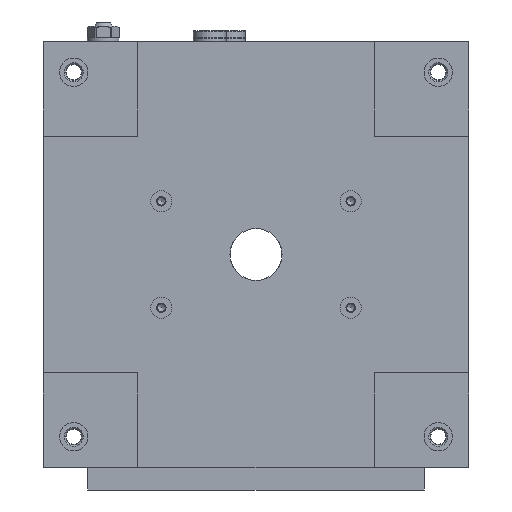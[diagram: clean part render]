
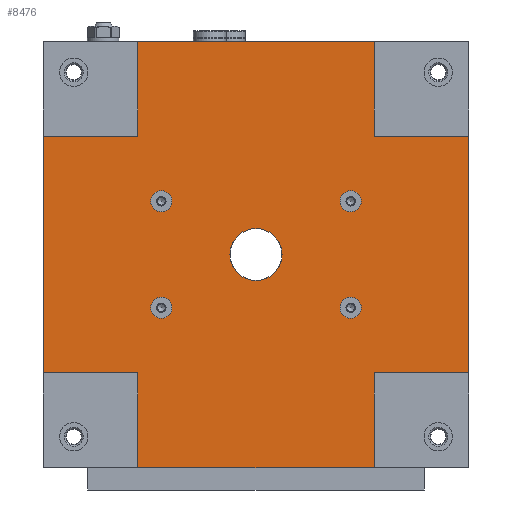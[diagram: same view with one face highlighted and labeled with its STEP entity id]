
A CAD part, front view. The second image highlights one B-rep face of the part: STEP entity #8476.
In plain terms, the highlighted planar face has unit normal (0, -1, 0).
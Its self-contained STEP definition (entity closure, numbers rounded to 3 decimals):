
#94=PLANE('',#9114);
#592=LINE('',#12528,#1444);
#705=LINE('',#12783,#1557);
#713=LINE('',#12813,#1565);
#725=LINE('',#12851,#1577);
#739=LINE('',#12921,#1591);
#741=LINE('',#12925,#1593);
#742=LINE('',#12927,#1594);
#744=LINE('',#12931,#1596);
#745=LINE('',#12933,#1597);
#747=LINE('',#12937,#1599);
#748=LINE('',#12939,#1600);
#750=LINE('',#12943,#1602);
#1444=VECTOR('',#9957,1000.);
#1557=VECTOR('',#10102,1000.);
#1565=VECTOR('',#10112,1000.);
#1577=VECTOR('',#10126,1000.);
#1591=VECTOR('',#10190,1000.);
#1593=VECTOR('',#10194,1000.);
#1594=VECTOR('',#10197,1000.);
#1596=VECTOR('',#10201,1000.);
#1597=VECTOR('',#10204,1000.);
#1599=VECTOR('',#10208,1000.);
#1600=VECTOR('',#10211,1000.);
#1602=VECTOR('',#10215,1000.);
#2584=ORIENTED_EDGE('',*,*,#4768,.F.);
#2585=ORIENTED_EDGE('',*,*,#4769,.F.);
#2586=ORIENTED_EDGE('',*,*,#4770,.F.);
#2587=ORIENTED_EDGE('',*,*,#4771,.F.);
#2588=ORIENTED_EDGE('',*,*,#4772,.F.);
#2589=ORIENTED_EDGE('',*,*,#4577,.F.);
#2590=ORIENTED_EDGE('',*,*,#4767,.F.);
#2591=ORIENTED_EDGE('',*,*,#4765,.F.);
#2592=ORIENTED_EDGE('',*,*,#4727,.F.);
#2593=ORIENTED_EDGE('',*,*,#4764,.F.);
#2594=ORIENTED_EDGE('',*,*,#4762,.F.);
#2595=ORIENTED_EDGE('',*,*,#4714,.F.);
#2596=ORIENTED_EDGE('',*,*,#4761,.F.);
#2597=ORIENTED_EDGE('',*,*,#4759,.F.);
#2598=ORIENTED_EDGE('',*,*,#4705,.F.);
#2599=ORIENTED_EDGE('',*,*,#4758,.F.);
#2600=ORIENTED_EDGE('',*,*,#4756,.F.);
#4577=EDGE_CURVE('',#5692,#5683,#592,.T.);
#4705=EDGE_CURVE('',#5817,#5819,#705,.T.);
#4714=EDGE_CURVE('',#5825,#5827,#713,.T.);
#4727=EDGE_CURVE('',#5837,#5839,#725,.T.);
#4756=EDGE_CURVE('',#5683,#5857,#739,.T.);
#4758=EDGE_CURVE('',#5857,#5817,#741,.T.);
#4759=EDGE_CURVE('',#5819,#5858,#742,.T.);
#4761=EDGE_CURVE('',#5858,#5825,#744,.T.);
#4762=EDGE_CURVE('',#5827,#5859,#745,.T.);
#4764=EDGE_CURVE('',#5859,#5837,#747,.T.);
#4765=EDGE_CURVE('',#5839,#5860,#748,.T.);
#4767=EDGE_CURVE('',#5860,#5692,#750,.T.);
#4768=EDGE_CURVE('',#5861,#5861,#6513,.T.);
#4769=EDGE_CURVE('',#5862,#5862,#6514,.T.);
#4770=EDGE_CURVE('',#5863,#5863,#6515,.T.);
#4771=EDGE_CURVE('',#5864,#5864,#6516,.T.);
#4772=EDGE_CURVE('',#5865,#5865,#6517,.F.);
#5683=VERTEX_POINT('',#12498);
#5692=VERTEX_POINT('',#12527);
#5817=VERTEX_POINT('',#12781);
#5819=VERTEX_POINT('',#12784);
#5825=VERTEX_POINT('',#12811);
#5827=VERTEX_POINT('',#12814);
#5837=VERTEX_POINT('',#12849);
#5839=VERTEX_POINT('',#12852);
#5857=VERTEX_POINT('',#12922);
#5858=VERTEX_POINT('',#12928);
#5859=VERTEX_POINT('',#12934);
#5860=VERTEX_POINT('',#12940);
#5861=VERTEX_POINT('',#12946);
#5862=VERTEX_POINT('',#12948);
#5863=VERTEX_POINT('',#12950);
#5864=VERTEX_POINT('',#12952);
#5865=VERTEX_POINT('',#12954);
#6513=CIRCLE('',#9115,4.5);
#6514=CIRCLE('',#9116,4.5);
#6515=CIRCLE('',#9117,4.5);
#6516=CIRCLE('',#9118,4.5);
#6517=CIRCLE('',#9119,11.);
#6784=EDGE_LOOP('',(#2584));
#6785=EDGE_LOOP('',(#2585));
#6786=EDGE_LOOP('',(#2586));
#6787=EDGE_LOOP('',(#2587));
#6788=EDGE_LOOP('',(#2588));
#6789=EDGE_LOOP('',(#2589,#2590,#2591,#2592,#2593,#2594,#2595,#2596,#2597,
#2598,#2599,#2600));
#7592=FACE_BOUND('',#6784,.T.);
#7593=FACE_BOUND('',#6785,.T.);
#7594=FACE_BOUND('',#6786,.T.);
#7595=FACE_BOUND('',#6787,.T.);
#7596=FACE_BOUND('',#6788,.T.);
#7597=FACE_BOUND('',#6789,.T.);
#8476=ADVANCED_FACE('',(#7592,#7593,#7594,#7595,#7596,#7597),#94,.F.);
#9114=AXIS2_PLACEMENT_3D('',#12944,#10216,#10217);
#9115=AXIS2_PLACEMENT_3D('',#12945,#10218,#10219);
#9116=AXIS2_PLACEMENT_3D('',#12947,#10220,#10221);
#9117=AXIS2_PLACEMENT_3D('',#12949,#10222,#10223);
#9118=AXIS2_PLACEMENT_3D('',#12951,#10224,#10225);
#9119=AXIS2_PLACEMENT_3D('',#12953,#10226,#10227);
#9957=DIRECTION('',(0.,0.,1.));
#10102=DIRECTION('',(1.,0.,0.));
#10112=DIRECTION('',(0.,0.,-1.));
#10126=DIRECTION('',(-1.,0.,0.));
#10190=DIRECTION('',(1.,0.,0.));
#10194=DIRECTION('',(0.,0.,1.));
#10197=DIRECTION('',(0.,0.,-1.));
#10201=DIRECTION('',(1.,0.,0.));
#10204=DIRECTION('',(-1.,0.,0.));
#10208=DIRECTION('',(0.,0.,-1.));
#10211=DIRECTION('',(0.,0.,1.));
#10215=DIRECTION('',(-1.,0.,0.));
#10216=DIRECTION('',(0.,1.,0.));
#10217=DIRECTION('',(0.,0.,1.));
#10218=DIRECTION('',(0.,-1.,0.));
#10219=DIRECTION('',(0.,0.,-1.));
#10220=DIRECTION('',(0.,-1.,0.));
#10221=DIRECTION('',(0.,0.,-1.));
#10222=DIRECTION('',(0.,-1.,0.));
#10223=DIRECTION('',(0.,0.,-1.));
#10224=DIRECTION('',(0.,-1.,0.));
#10225=DIRECTION('',(0.,0.,-1.));
#10226=DIRECTION('',(0.,1.,0.));
#10227=DIRECTION('',(0.,0.,1.));
#12498=CARTESIAN_POINT('',(-90.,0.1,50.));
#12527=CARTESIAN_POINT('',(-90.,0.1,-50.));
#12528=CARTESIAN_POINT('',(-90.,0.1,-50.));
#12781=CARTESIAN_POINT('',(-50.,0.1,90.));
#12783=CARTESIAN_POINT('',(-50.,0.1,90.));
#12784=CARTESIAN_POINT('',(50.,0.1,90.));
#12811=CARTESIAN_POINT('',(90.,0.1,50.));
#12813=CARTESIAN_POINT('',(90.,0.1,50.));
#12814=CARTESIAN_POINT('',(90.,0.1,-50.));
#12849=CARTESIAN_POINT('',(50.,0.1,-90.));
#12851=CARTESIAN_POINT('',(50.,0.1,-90.));
#12852=CARTESIAN_POINT('',(-50.,0.1,-90.));
#12921=CARTESIAN_POINT('',(-90.,0.1,50.));
#12922=CARTESIAN_POINT('',(-50.,0.1,50.));
#12925=CARTESIAN_POINT('',(-50.,0.1,50.));
#12927=CARTESIAN_POINT('',(50.,0.1,90.));
#12928=CARTESIAN_POINT('',(50.,0.1,50.));
#12931=CARTESIAN_POINT('',(50.,0.1,50.));
#12933=CARTESIAN_POINT('',(90.,0.1,-50.));
#12934=CARTESIAN_POINT('',(50.,0.1,-50.));
#12937=CARTESIAN_POINT('',(50.,0.1,-50.));
#12939=CARTESIAN_POINT('',(-50.,0.1,-90.));
#12940=CARTESIAN_POINT('',(-50.,0.1,-50.));
#12943=CARTESIAN_POINT('',(-50.,0.1,-50.));
#12944=CARTESIAN_POINT('',(0.,0.1,0.));
#12945=CARTESIAN_POINT('',(-40.,0.1,22.5));
#12946=CARTESIAN_POINT('',(-40.,0.1,18.));
#12947=CARTESIAN_POINT('',(40.,0.1,22.5));
#12948=CARTESIAN_POINT('',(40.,0.1,18.));
#12949=CARTESIAN_POINT('',(-40.,0.1,-22.5));
#12950=CARTESIAN_POINT('',(-40.,0.1,-27.));
#12951=CARTESIAN_POINT('',(40.,0.1,-22.5));
#12952=CARTESIAN_POINT('',(40.,0.1,-27.));
#12953=CARTESIAN_POINT('',(0.,0.1,0.));
#12954=CARTESIAN_POINT('',(0.,0.1,11.));
